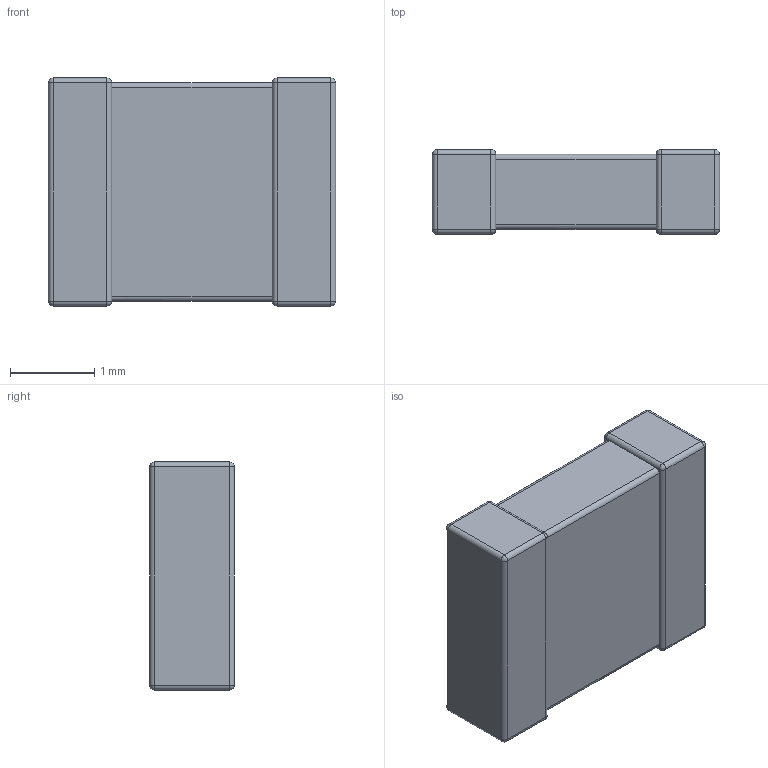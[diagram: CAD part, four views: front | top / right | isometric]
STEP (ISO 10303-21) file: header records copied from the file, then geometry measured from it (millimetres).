
FILE_DESCRIPTION(('FreeCAD Model'),'2;1');
FILE_NAME('CHIP_1210.step', '2020-07-04T16:42:53',('Author'),(''), 'Open CASCADE STEP processor 7.2','FreeCAD','Unknown');
FILE_SCHEMA(('AUTOMOTIVE_DESIGN { 1 0 10303 214 1 1 1 1 }'));
Length unit declared in the file: millimetre
Products named in the file (1): SOLID003
Bounding box: 3.4 x 1 x 2.7 mm (x, y, z)
Volume: 8.4 mm3; surface area: 29.5 mm2
Topology: 1 solids, 1 shells, 70 faces, 156 edges, 72 vertices
Faces by surface type: cylinder 40, sphere 16, plane 14
Entity records: 5847 total; most frequent: CARTESIAN_POINT 2555, DIRECTION 510, ORIENTED_EDGE 280, PCURVE 280, DEFINITIONAL_REPRESENTATION 280, LINE 272, VECTOR 272, EDGE_CURVE 140
